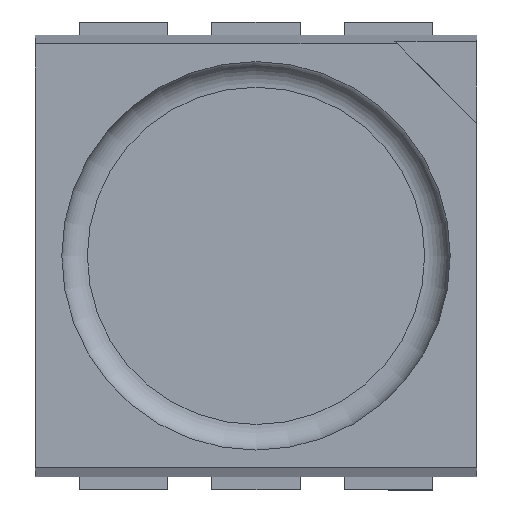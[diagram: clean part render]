
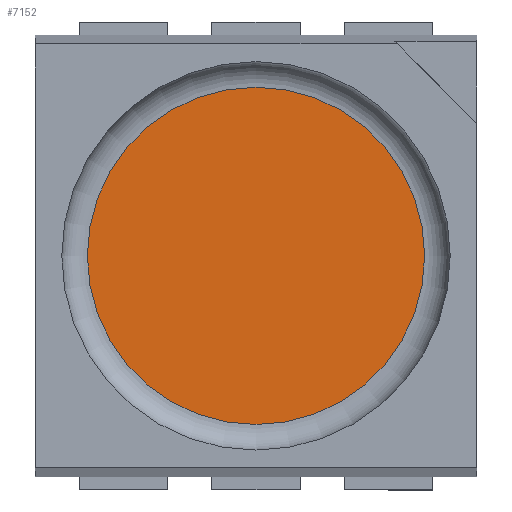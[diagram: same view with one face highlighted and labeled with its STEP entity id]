
A CAD part, top view. The second image highlights one B-rep face of the part: STEP entity #7152.
In plain terms, the highlighted planar face has unit normal (0, 0, 1).
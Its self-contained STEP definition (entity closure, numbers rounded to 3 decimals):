
#6796 = TOROIDAL_SURFACE('',#6797,1.91,0.29);
#6797 = AXIS2_PLACEMENT_3D('',#6798,#6799,#6800);
#6798 = CARTESIAN_POINT('',(0.,0.,1.39));
#6799 = DIRECTION('',(0.,0.,-1.));
#6800 = DIRECTION('',(1.,0.,0.));
#7099 = VERTEX_POINT('',#7100);
#7100 = CARTESIAN_POINT('',(1.91,0.,1.1));
#7122 = EDGE_CURVE('',#7099,#7099,#7123,.T.);
#7123 = SURFACE_CURVE('',#7124,(#7129,#7136),.PCURVE_S1.);
#7124 = CIRCLE('',#7125,1.91);
#7125 = AXIS2_PLACEMENT_3D('',#7126,#7127,#7128);
#7126 = CARTESIAN_POINT('',(0.,0.,1.1));
#7127 = DIRECTION('',(0.,0.,1.));
#7128 = DIRECTION('',(1.,0.,0.));
#7129 = PCURVE('',#6796,#7130);
#7130 = DEFINITIONAL_REPRESENTATION('',(#7131),#7135);
#7131 = LINE('',#7132,#7133);
#7132 = CARTESIAN_POINT('',(0.,1.571));
#7133 = VECTOR('',#7134,1.);
#7134 = DIRECTION('',(-1.,0.));
#7135 = ( GEOMETRIC_REPRESENTATION_CONTEXT(2) 
PARAMETRIC_REPRESENTATION_CONTEXT() REPRESENTATION_CONTEXT('2D SPACE',''
  ) );
#7136 = PCURVE('',#7137,#7142);
#7137 = PLANE('',#7138);
#7138 = AXIS2_PLACEMENT_3D('',#7139,#7140,#7141);
#7139 = CARTESIAN_POINT('',(2.2,0.,1.1));
#7140 = DIRECTION('',(0.,0.,-1.));
#7141 = DIRECTION('',(-1.,0.,0.));
#7142 = DEFINITIONAL_REPRESENTATION('',(#7143),#7151);
#7143 = ( BOUNDED_CURVE() B_SPLINE_CURVE(2,(#7144,#7145,#7146,#7147,
#7148,#7149,#7150),.UNSPECIFIED.,.F.,.F.) B_SPLINE_CURVE_WITH_KNOTS((1,2
    ,2,2,2,1),(-2.094,0.,2.094,4.189,
6.283,8.378),.UNSPECIFIED.) CURVE() 
GEOMETRIC_REPRESENTATION_ITEM() RATIONAL_B_SPLINE_CURVE((1.,0.5,1.,0.5,
1.,0.5,1.)) REPRESENTATION_ITEM('') );
#7144 = CARTESIAN_POINT('',(0.29,0.));
#7145 = CARTESIAN_POINT('',(0.29,3.308));
#7146 = CARTESIAN_POINT('',(3.155,1.654));
#7147 = CARTESIAN_POINT('',(6.02,0.));
#7148 = CARTESIAN_POINT('',(3.155,-1.654));
#7149 = CARTESIAN_POINT('',(0.29,-3.308));
#7150 = CARTESIAN_POINT('',(0.29,0.));
#7151 = ( GEOMETRIC_REPRESENTATION_CONTEXT(2) 
PARAMETRIC_REPRESENTATION_CONTEXT() REPRESENTATION_CONTEXT('2D SPACE',''
  ) );
#7152 = ADVANCED_FACE('',(#7153),#7137,.F.);
#7153 = FACE_BOUND('',#7154,.F.);
#7154 = EDGE_LOOP('',(#7155));
#7155 = ORIENTED_EDGE('',*,*,#7122,.F.);
